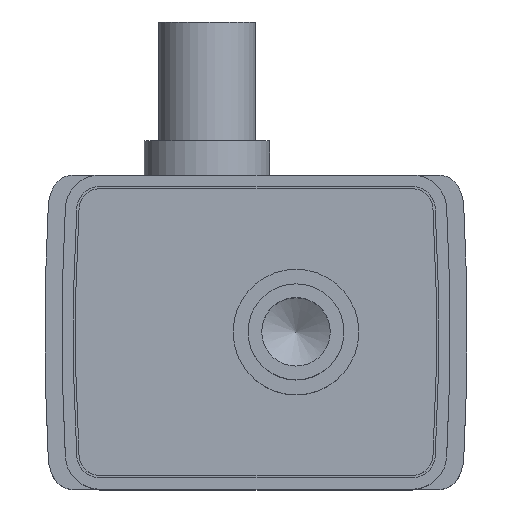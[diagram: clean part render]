
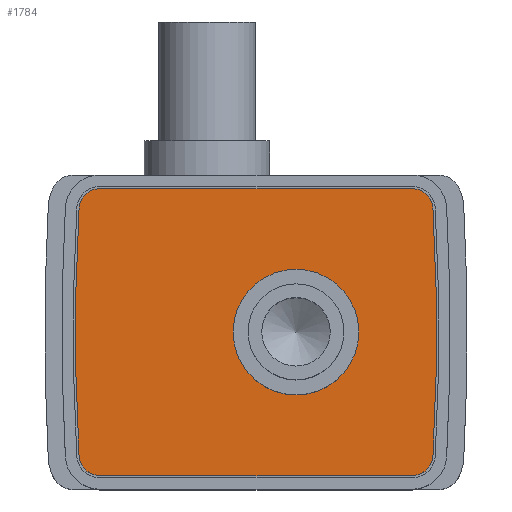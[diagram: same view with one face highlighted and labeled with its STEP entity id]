
A CAD part, top view. The second image highlights one B-rep face of the part: STEP entity #1784.
In plain terms, the highlighted planar face has unit normal (0, 0, 1).
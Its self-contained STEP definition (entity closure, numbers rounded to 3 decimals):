
#26=FACE_BOUND('',#260,.T.);
#54=PLANE('',#2042);
#152=FACE_OUTER_BOUND('',#259,.T.);
#259=EDGE_LOOP('',(#1610,#1611,#1612,#1613,#1614,#1615,#1616,#1617));
#260=EDGE_LOOP('',(#1618));
#290=LINE('',#2777,#414);
#296=LINE('',#2801,#420);
#414=VECTOR('',#2184,10.);
#420=VECTOR('',#2210,10.);
#539=CIRCLE('',#1854,188.113);
#541=CIRCLE('',#1857,1.8);
#543=CIRCLE('',#1861,1.8);
#545=CIRCLE('',#1864,188.112);
#547=CIRCLE('',#1867,1.8);
#549=CIRCLE('',#1871,1.8);
#576=CIRCLE('',#1913,5.5);
#689=VERTEX_POINT('',#2761);
#690=VERTEX_POINT('',#2762);
#693=VERTEX_POINT('',#2770);
#695=VERTEX_POINT('',#2776);
#697=VERTEX_POINT('',#2782);
#699=VERTEX_POINT('',#2788);
#701=VERTEX_POINT('',#2794);
#703=VERTEX_POINT('',#2800);
#737=VERTEX_POINT('',#2897);
#883=EDGE_CURVE('',#689,#690,#539,.T.);
#887=EDGE_CURVE('',#690,#693,#541,.T.);
#890=EDGE_CURVE('',#693,#695,#290,.T.);
#893=EDGE_CURVE('',#695,#697,#543,.T.);
#896=EDGE_CURVE('',#697,#699,#545,.T.);
#899=EDGE_CURVE('',#699,#701,#547,.T.);
#902=EDGE_CURVE('',#701,#703,#296,.T.);
#905=EDGE_CURVE('',#703,#689,#549,.T.);
#950=EDGE_CURVE('',#737,#737,#576,.T.);
#1610=ORIENTED_EDGE('',*,*,#883,.T.);
#1611=ORIENTED_EDGE('',*,*,#887,.T.);
#1612=ORIENTED_EDGE('',*,*,#890,.T.);
#1613=ORIENTED_EDGE('',*,*,#893,.T.);
#1614=ORIENTED_EDGE('',*,*,#896,.T.);
#1615=ORIENTED_EDGE('',*,*,#899,.T.);
#1616=ORIENTED_EDGE('',*,*,#902,.T.);
#1617=ORIENTED_EDGE('',*,*,#905,.T.);
#1618=ORIENTED_EDGE('',*,*,#950,.T.);
#1784=ADVANCED_FACE('',(#152,#26),#54,.T.);
#1854=AXIS2_PLACEMENT_3D('',#2763,#2169,#2170);
#1857=AXIS2_PLACEMENT_3D('',#2771,#2177,#2178);
#1861=AXIS2_PLACEMENT_3D('',#2783,#2189,#2190);
#1864=AXIS2_PLACEMENT_3D('',#2789,#2196,#2197);
#1867=AXIS2_PLACEMENT_3D('',#2795,#2203,#2204);
#1871=AXIS2_PLACEMENT_3D('',#2806,#2215,#2216);
#1913=AXIS2_PLACEMENT_3D('',#2899,#2317,#2318);
#2042=AXIS2_PLACEMENT_3D('',#3185,#2643,#2644);
#2169=DIRECTION('center_axis',(0.,0.,1.));
#2170=DIRECTION('ref_axis',(0.998,-0.058,0.));
#2177=DIRECTION('center_axis',(0.,0.,1.));
#2178=DIRECTION('ref_axis',(0.998,0.058,0.));
#2184=DIRECTION('',(1.,0.,0.));
#2189=DIRECTION('center_axis',(0.,0.,1.));
#2190=DIRECTION('ref_axis',(0.,1.,0.));
#2196=DIRECTION('center_axis',(0.,0.,1.));
#2197=DIRECTION('ref_axis',(-0.998,0.058,0.));
#2203=DIRECTION('center_axis',(0.,0.,1.));
#2204=DIRECTION('ref_axis',(-0.998,-0.058,0.));
#2210=DIRECTION('',(-1.,0.,0.));
#2215=DIRECTION('center_axis',(0.,0.,1.));
#2216=DIRECTION('ref_axis',(0.,-1.,0.));
#2317=DIRECTION('center_axis',(0.,0.,-1.));
#2318=DIRECTION('ref_axis',(-1.,0.,0.));
#2643=DIRECTION('center_axis',(0.,0.,1.));
#2644=DIRECTION('ref_axis',(1.,0.,0.));
#2761=CARTESIAN_POINT('',(1.013,24.604,19.5));
#2762=CARTESIAN_POINT('',(1.013,2.896,19.5));
#2763=CARTESIAN_POINT('Origin',(188.813,13.75,19.5));
#2770=CARTESIAN_POINT('',(2.81,1.2,19.5));
#2771=CARTESIAN_POINT('Origin',(2.81,3.,19.5));
#2776=CARTESIAN_POINT('',(30.19,1.2,19.5));
#2777=CARTESIAN_POINT('',(23.345,1.2,19.5));
#2782=CARTESIAN_POINT('',(31.987,2.896,19.5));
#2783=CARTESIAN_POINT('Origin',(30.19,3.,19.5));
#2788=CARTESIAN_POINT('',(31.987,24.604,19.5));
#2789=CARTESIAN_POINT('Origin',(-155.812,13.75,19.5));
#2794=CARTESIAN_POINT('',(30.19,26.3,19.5));
#2795=CARTESIAN_POINT('Origin',(30.19,24.5,19.5));
#2800=CARTESIAN_POINT('',(2.81,26.3,19.5));
#2801=CARTESIAN_POINT('',(9.655,26.3,19.5));
#2806=CARTESIAN_POINT('Origin',(2.81,24.5,19.5));
#2897=CARTESIAN_POINT('',(25.5,13.75,19.5));
#2899=CARTESIAN_POINT('Origin',(20.,13.75,19.5));
#3185=CARTESIAN_POINT('Origin',(16.5,13.75,19.5));
